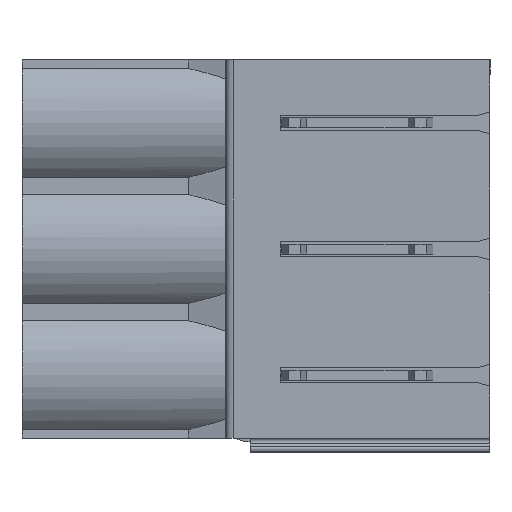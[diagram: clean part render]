
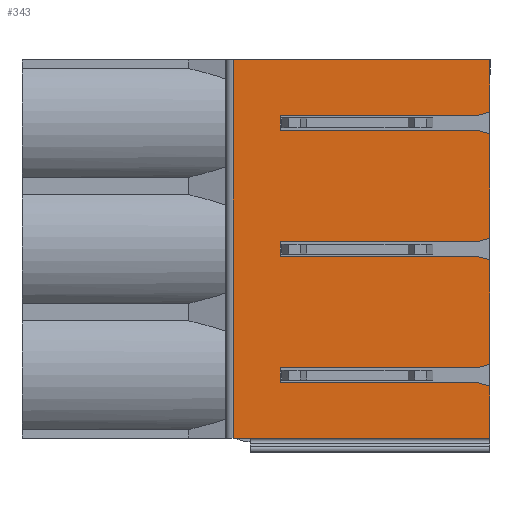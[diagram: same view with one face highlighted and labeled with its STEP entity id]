
A CAD part, front view. The second image highlights one B-rep face of the part: STEP entity #343.
In plain terms, the highlighted planar face has unit normal (0, -1, 0).
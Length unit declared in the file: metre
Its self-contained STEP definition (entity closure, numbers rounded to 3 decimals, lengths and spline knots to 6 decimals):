
#343=ADVANCED_FACE('',(#858),#859,.T.);
#858=FACE_OUTER_BOUND('',#1550,.T.);
#859=PLANE('',#1551);
#1550=EDGE_LOOP('',(#2538,#2539,#2540,#2541,#2542,#2543,#2544,#2545,#2546,#2547,#2548,#2549,#2550,#2551,#2552,#2553,#2554,#2555,#2556,#2557,#2558,#2559));
#1551=AXIS2_PLACEMENT_3D('',#2560,#2561,#2562);
#2538=ORIENTED_EDGE('',*,*,#4495,.F.);
#2539=ORIENTED_EDGE('',*,*,#4496,.T.);
#2540=ORIENTED_EDGE('',*,*,#4497,.T.);
#2541=ORIENTED_EDGE('',*,*,#4498,.T.);
#2542=ORIENTED_EDGE('',*,*,#4499,.F.);
#2543=ORIENTED_EDGE('',*,*,#4500,.T.);
#2544=ORIENTED_EDGE('',*,*,#4501,.F.);
#2545=ORIENTED_EDGE('',*,*,#4384,.F.);
#2546=ORIENTED_EDGE('',*,*,#4502,.T.);
#2547=ORIENTED_EDGE('',*,*,#4503,.T.);
#2548=ORIENTED_EDGE('',*,*,#4504,.F.);
#2549=ORIENTED_EDGE('',*,*,#4505,.T.);
#2550=ORIENTED_EDGE('',*,*,#4506,.F.);
#2551=ORIENTED_EDGE('',*,*,#4415,.F.);
#2552=ORIENTED_EDGE('',*,*,#4507,.T.);
#2553=ORIENTED_EDGE('',*,*,#4474,.T.);
#2554=ORIENTED_EDGE('',*,*,#4508,.F.);
#2555=ORIENTED_EDGE('',*,*,#4509,.T.);
#2556=ORIENTED_EDGE('',*,*,#4510,.F.);
#2557=ORIENTED_EDGE('',*,*,#4511,.F.);
#2558=ORIENTED_EDGE('',*,*,#4470,.T.);
#2559=ORIENTED_EDGE('',*,*,#4512,.T.);
#2560=CARTESIAN_POINT('',(-0.01065,0.,-0.02782));
#2561=DIRECTION('',(0.0,-1.0,0.));
#2562=DIRECTION('',(0.0,0.,-1.0));
#4384=EDGE_CURVE('',#5349,#5351,#5352,.T.);
#4415=EDGE_CURVE('',#5404,#5406,#5407,.T.);
#4470=EDGE_CURVE('',#5499,#5503,#5505,.T.);
#4474=EDGE_CURVE('',#5512,#5510,#5513,.T.);
#4495=EDGE_CURVE('',#5546,#5547,#5548,.T.);
#4496=EDGE_CURVE('',#5546,#5549,#5550,.T.);
#4497=EDGE_CURVE('',#5549,#5551,#5552,.T.);
#4498=EDGE_CURVE('',#5551,#5553,#5554,.T.);
#4499=EDGE_CURVE('',#5555,#5553,#5556,.T.);
#4500=EDGE_CURVE('',#5555,#5557,#5558,.T.);
#4501=EDGE_CURVE('',#5351,#5557,#5559,.T.);
#4502=EDGE_CURVE('',#5349,#5560,#5561,.T.);
#4503=EDGE_CURVE('',#5560,#5562,#5563,.T.);
#4504=EDGE_CURVE('',#5564,#5562,#5565,.T.);
#4505=EDGE_CURVE('',#5564,#5566,#5567,.T.);
#4506=EDGE_CURVE('',#5406,#5566,#5568,.T.);
#4507=EDGE_CURVE('',#5404,#5512,#5569,.T.);
#4508=EDGE_CURVE('',#5570,#5510,#5571,.T.);
#4509=EDGE_CURVE('',#5570,#5572,#5573,.T.);
#4510=EDGE_CURVE('',#5574,#5572,#5575,.T.);
#4511=EDGE_CURVE('',#5499,#5574,#5576,.T.);
#4512=EDGE_CURVE('',#5503,#5547,#5577,.T.);
#5349=VERTEX_POINT('',#6720);
#5351=VERTEX_POINT('',#6723);
#5352=LINE('',#6724,#6725);
#5404=VERTEX_POINT('',#6799);
#5406=VERTEX_POINT('',#6802);
#5407=LINE('',#6803,#6804);
#5499=VERTEX_POINT('',#6938);
#5503=VERTEX_POINT('',#6944);
#5505=LINE('',#6947,#6948);
#5510=VERTEX_POINT('',#6954);
#5512=VERTEX_POINT('',#6957);
#5513=LINE('',#6958,#6959);
#5546=VERTEX_POINT('',#7008);
#5547=VERTEX_POINT('',#7009);
#5548=LINE('',#7010,#7011);
#5549=VERTEX_POINT('',#7012);
#5550=LINE('',#7013,#7014);
#5551=VERTEX_POINT('',#7015);
#5552=LINE('',#7016,#7017);
#5553=VERTEX_POINT('',#7018);
#5554=LINE('',#7019,#7020);
#5555=VERTEX_POINT('',#7021);
#5556=LINE('',#7022,#7023);
#5557=VERTEX_POINT('',#7024);
#5558=LINE('',#7025,#7026);
#5559=LINE('',#7027,#7028);
#5560=VERTEX_POINT('',#7029);
#5561=LINE('',#7030,#7031);
#5562=VERTEX_POINT('',#7032);
#5563=LINE('',#7033,#7034);
#5564=VERTEX_POINT('',#7035);
#5565=LINE('',#7036,#7037);
#5566=VERTEX_POINT('',#7038);
#5567=LINE('',#7039,#7040);
#5568=LINE('',#7041,#7042);
#5569=LINE('',#7043,#7044);
#5570=VERTEX_POINT('',#7045);
#5571=LINE('',#7046,#7047);
#5572=VERTEX_POINT('',#7048);
#5573=LINE('',#7049,#7050);
#5574=VERTEX_POINT('',#7051);
#5575=LINE('',#7052,#7053);
#5576=LINE('',#7054,#7055);
#5577=LINE('',#7056,#7057);
#6720=CARTESIAN_POINT('',(-0.00845,0.,-0.03264));
#6723=CARTESIAN_POINT('',(-0.00845,0.,-0.03324));
#6724=CARTESIAN_POINT('',(-0.00845,0.,-0.021665));
#6725=VECTOR('',#8265,1.0);
#6799=CARTESIAN_POINT('',(-0.00845,0.,-0.02756));
#6802=CARTESIAN_POINT('',(-0.00845,0.,-0.02816));
#6803=CARTESIAN_POINT('',(-0.00845,0.,-0.021665));
#6804=VECTOR('',#8295,1.0);
#6938=CARTESIAN_POINT('',(-0.00845,0.,-0.02248));
#6944=CARTESIAN_POINT('',(-0.0005,0.,-0.02248));
#6947=CARTESIAN_POINT('',(-0.008,0.,-0.02248));
#6948=VECTOR('',#8347,1.0);
#6954=CARTESIAN_POINT('',(0.,0.,-0.027426));
#6957=CARTESIAN_POINT('',(-0.0005,0.,-0.02756));
#6958=CARTESIAN_POINT('',(-0.010035,0.,-0.030115));
#6959=VECTOR('',#8350,1.0);
#7008=CARTESIAN_POINT('',(0.,0.,-0.02024));
#7009=CARTESIAN_POINT('',(0.,0.,-0.022346));
#7010=CARTESIAN_POINT('',(0.,0.,-0.02778));
#7011=VECTOR('',#8367,1.0);
#7012=CARTESIAN_POINT('',(-0.01035,0.,-0.02024));
#7013=CARTESIAN_POINT('',(-0.01065,0.,-0.02024));
#7014=VECTOR('',#8368,1.0);
#7015=CARTESIAN_POINT('',(-0.01035,0.,-0.03548));
#7016=CARTESIAN_POINT('',(-0.01035,0.,-0.02782));
#7017=VECTOR('',#8369,1.0);
#7018=CARTESIAN_POINT('',(0.,0.,-0.03548));
#7019=CARTESIAN_POINT('',(-0.01065,0.,-0.03548));
#7020=VECTOR('',#8370,1.0);
#7021=CARTESIAN_POINT('',(0.,0.,-0.033374));
#7022=CARTESIAN_POINT('',(0.,0.,-0.03798));
#7023=VECTOR('',#8371,1.0);
#7024=CARTESIAN_POINT('',(-0.0005,0.,-0.03324));
#7025=CARTESIAN_POINT('',(-0.011325,0.,-0.030339));
#7026=VECTOR('',#8372,1.0);
#7027=CARTESIAN_POINT('',(-0.008,0.,-0.03324));
#7028=VECTOR('',#8373,1.0);
#7029=CARTESIAN_POINT('',(-0.0005,0.,-0.03264));
#7030=CARTESIAN_POINT('',(-0.008,0.,-0.03264));
#7031=VECTOR('',#8374,1.0);
#7032=CARTESIAN_POINT('',(0.,0.,-0.032506));
#7033=CARTESIAN_POINT('',(-0.008765,0.,-0.034855));
#7034=VECTOR('',#8375,1.0);
#7035=CARTESIAN_POINT('',(0.,0.,-0.028294));
#7036=CARTESIAN_POINT('',(0.,0.,-0.03286));
#7037=VECTOR('',#8376,1.0);
#7038=CARTESIAN_POINT('',(-0.0005,0.,-0.02816));
#7039=CARTESIAN_POINT('',(-0.010055,0.,-0.0256));
#7040=VECTOR('',#8377,1.0);
#7041=CARTESIAN_POINT('',(-0.008,0.,-0.02816));
#7042=VECTOR('',#8378,1.0);
#7043=CARTESIAN_POINT('',(-0.008,0.,-0.02756));
#7044=VECTOR('',#8379,1.0);
#7045=CARTESIAN_POINT('',(0.,0.,-0.023214));
#7046=CARTESIAN_POINT('',(0.,0.,-0.02778));
#7047=VECTOR('',#8380,1.0);
#7048=CARTESIAN_POINT('',(-0.0005,0.,-0.02308));
#7049=CARTESIAN_POINT('',(-0.008785,0.,-0.02086));
#7050=VECTOR('',#8381,1.0);
#7051=CARTESIAN_POINT('',(-0.00845,0.,-0.02308));
#7052=CARTESIAN_POINT('',(-0.008,0.,-0.02308));
#7053=VECTOR('',#8382,1.0);
#7054=CARTESIAN_POINT('',(-0.00845,0.,-0.021665));
#7055=VECTOR('',#8383,1.0);
#7056=CARTESIAN_POINT('',(-0.011305,0.,-0.025375));
#7057=VECTOR('',#8384,1.0);
#8265=DIRECTION('',(0.,0.,-1.0));
#8295=DIRECTION('',(0.,0.,-1.0));
#8347=DIRECTION('',(1.0,0.,0.));
#8350=DIRECTION('',(0.966,0.,0.259));
#8367=DIRECTION('',(0.,0.,-1.0));
#8368=DIRECTION('',(-1.0,0.,0.));
#8369=DIRECTION('',(0.0,0.,-1.0));
#8370=DIRECTION('',(1.0,0.0,0.0));
#8371=DIRECTION('',(0.0,0.,-1.0));
#8372=DIRECTION('',(-0.966,0.,0.259));
#8373=DIRECTION('',(1.0,0.,0.));
#8374=DIRECTION('',(1.0,0.,0.));
#8375=DIRECTION('',(0.966,0.,0.259));
#8376=DIRECTION('',(0.0,0.,-1.0));
#8377=DIRECTION('',(-0.966,0.,0.259));
#8378=DIRECTION('',(1.0,0.,0.));
#8379=DIRECTION('',(1.0,0.,0.));
#8380=DIRECTION('',(0.0,0.,-1.0));
#8381=DIRECTION('',(-0.966,0.,0.259));
#8382=DIRECTION('',(1.0,0.,0.));
#8383=DIRECTION('',(0.,0.,-1.0));
#8384=DIRECTION('',(0.966,0.,0.259));
